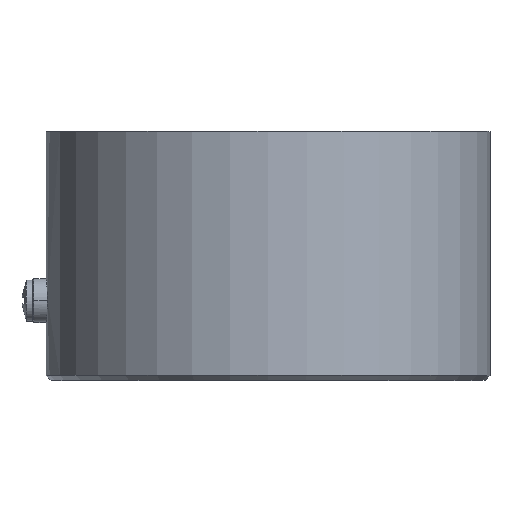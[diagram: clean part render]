
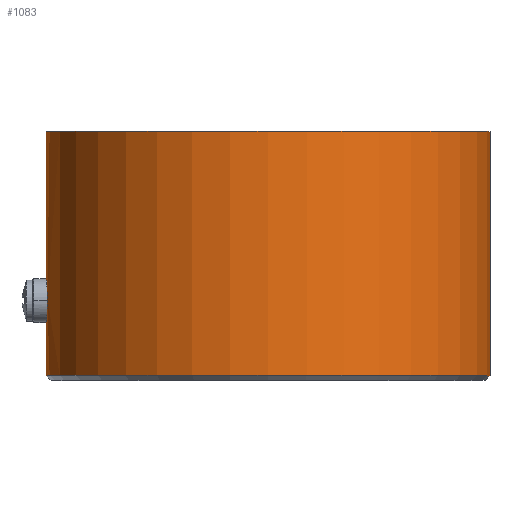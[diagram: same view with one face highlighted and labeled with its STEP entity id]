
A CAD part, top view. The second image highlights one B-rep face of the part: STEP entity #1083.
In plain terms, the highlighted cylindrical face has radius 50 mm (diameter 100 mm), a partial arc.
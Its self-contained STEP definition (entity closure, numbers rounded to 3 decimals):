
#59 = AXIS2_PLACEMENT_3D ( 'NONE', #6391, #5264, #723 ) ;
#349 = VERTEX_POINT ( 'NONE', #4869 ) ;
#437 = ORIENTED_EDGE ( 'NONE', *, *, #729, .T. ) ;
#462 = CARTESIAN_POINT ( 'NONE',  ( -277.204, -291.545, 3.111 ) ) ;
#480 = CARTESIAN_POINT ( 'NONE',  ( -227.3, -313.6, 0. ) ) ;
#496 = CARTESIAN_POINT ( 'NONE',  ( -277.039, -295.931, 5.1 ) ) ;
#554 = VECTOR ( 'NONE', #3948, 1000. ) ;
#723 = DIRECTION ( 'NONE',  ( 1., 0., 0. ) ) ;
#729 = EDGE_CURVE ( 'NONE', #6486, #349, #3539, .T. ) ;
#1057 = CARTESIAN_POINT ( 'NONE',  ( -277.039, -294.927, 5.099 ) ) ;
#1083 = ADVANCED_FACE ( 'NONE', ( #6748 ), #6177, .T. ) ;
#1114 = B_SPLINE_CURVE_WITH_KNOTS ( 'NONE', 3,
 ( #4397, #1545, #7180, #3833, #6122, #1509, #5597, #462, #2737, #5029, #7327, #2176, #4464, #1435, #1057, #496, #2770, #1612, #5632, #7363, #5068, #3329, #6762, #2212, #3905, #6198, #1332, #4706, #2968, #1892, #3645, #5268 ),
 .UNSPECIFIED., .F., .F.,
 ( 4, 2, 2, 2, 2, 2, 2, 2, 2, 2, 2, 2, 2, 2, 2, 4 ),
 ( 0., 0.062, 0.125, 0.187, 0.25, 0.312, 0.375, 0.5, 0.562, 0.625, 0.687, 0.75, 0.812, 0.875, 0.937, 1. ),
 .UNSPECIFIED. ) ;
#1248 = ORIENTED_EDGE ( 'NONE', *, *, #3224, .T. ) ;
#1332 = CARTESIAN_POINT ( 'NONE',  ( -277.25, -300.181, 2.267 ) ) ;
#1435 = CARTESIAN_POINT ( 'NONE',  ( -277.053, -294.263, 4.967 ) ) ;
#1509 = CARTESIAN_POINT ( 'NONE',  ( -277.25, -291.016, 2.26 ) ) ;
#1545 = CARTESIAN_POINT ( 'NONE',  ( -277.3, -290.5, 0.334 ) ) ;
#1612 = CARTESIAN_POINT ( 'NONE',  ( -277.056, -296.92, 4.938 ) ) ;
#1629 = ORIENTED_EDGE ( 'NONE', *, *, #1727, .F. ) ;
#1721 = ORIENTED_EDGE ( 'NONE', *, *, #3361, .T. ) ;
#1727 = EDGE_CURVE ( 'NONE', #5894, #4997, #5604, .T. ) ;
#1883 = VERTEX_POINT ( 'NONE', #3557 ) ;
#1892 = CARTESIAN_POINT ( 'NONE',  ( -277.297, -300.667, 0.67 ) ) ;
#2012 = DIRECTION ( 'NONE',  ( 0., 1., 0. ) ) ;
#2176 = CARTESIAN_POINT ( 'NONE',  ( -277.104, -293.043, 4.425 ) ) ;
#2212 = CARTESIAN_POINT ( 'NONE',  ( -277.187, -299.44, 3.373 ) ) ;
#2224 = ORIENTED_EDGE ( 'NONE', *, *, #5664, .T. ) ;
#2452 = DIRECTION ( 'NONE',  ( 1., 0., 0. ) ) ;
#2694 = CIRCLE ( 'NONE', #6906, 50. ) ;
#2737 = CARTESIAN_POINT ( 'NONE',  ( -277.187, -291.754, 3.366 ) ) ;
#2770 = CARTESIAN_POINT ( 'NONE',  ( -277.043, -296.262, 5.068 ) ) ;
#2917 = EDGE_CURVE ( 'NONE', #349, #4997, #2694, .T. ) ;
#2968 = CARTESIAN_POINT ( 'NONE',  ( -277.283, -300.535, 1.33 ) ) ;
#3025 = DIRECTION ( 'NONE',  ( 0., -1., 0. ) ) ;
#3224 = EDGE_CURVE ( 'NONE', #5894, #4098, #3277, .T. ) ;
#3277 = CIRCLE ( 'NONE', #59, 50. ) ;
#3329 = CARTESIAN_POINT ( 'NONE',  ( -277.135, -298.708, 4.057 ) ) ;
#3361 = EDGE_CURVE ( 'NONE', #4098, #1883, #4577, .T. ) ;
#3465 = CARTESIAN_POINT ( 'NONE',  ( -277.3, -313.6, 0. ) ) ;
#3539 = LINE ( 'NONE', #3465, #4076 ) ;
#3557 = CARTESIAN_POINT ( 'NONE',  ( -277.3, -290.5, 0. ) ) ;
#3645 = CARTESIAN_POINT ( 'NONE',  ( -277.3, -300.7, 0.337 ) ) ;
#3833 = CARTESIAN_POINT ( 'NONE',  ( -277.284, -290.663, 1.322 ) ) ;
#3905 = CARTESIAN_POINT ( 'NONE',  ( -277.204, -299.65, 3.117 ) ) ;
#3906 = CARTESIAN_POINT ( 'NONE',  ( -177.3, -257.5, 0. ) ) ;
#3948 = DIRECTION ( 'NONE',  ( 0., -1., 0. ) ) ;
#3952 = AXIS2_PLACEMENT_3D ( 'NONE', #480, #5050, #7348 ) ;
#4076 = VECTOR ( 'NONE', #5763, 1000. ) ;
#4098 = VERTEX_POINT ( 'NONE', #6883 ) ;
#4397 = CARTESIAN_POINT ( 'NONE',  ( -277.3, -290.5, 0. ) ) ;
#4464 = CARTESIAN_POINT ( 'NONE',  ( -277.09, -293.333, 4.581 ) ) ;
#4505 = CARTESIAN_POINT ( 'NONE',  ( -277.3, -313.6, 0. ) ) ;
#4577 = LINE ( 'NONE', #4505, #554 ) ;
#4706 = CARTESIAN_POINT ( 'NONE',  ( -277.274, -300.438, 1.648 ) ) ;
#4736 = ORIENTED_EDGE ( 'NONE', *, *, #2917, .T. ) ;
#4869 = CARTESIAN_POINT ( 'NONE',  ( -277.3, -312.5, 0. ) ) ;
#4997 = VERTEX_POINT ( 'NONE', #5793 ) ;
#5029 = CARTESIAN_POINT ( 'NONE',  ( -277.153, -292.228, 3.841 ) ) ;
#5050 = DIRECTION ( 'NONE',  ( 0., -1., 0. ) ) ;
#5054 = CARTESIAN_POINT ( 'NONE',  ( -277.3, -300.7, 0. ) ) ;
#5068 = CARTESIAN_POINT ( 'NONE',  ( -277.104, -298.15, 4.43 ) ) ;
#5264 = DIRECTION ( 'NONE',  ( 0., -1., 0. ) ) ;
#5268 = CARTESIAN_POINT ( 'NONE',  ( -277.3, -300.7, 0. ) ) ;
#5597 = CARTESIAN_POINT ( 'NONE',  ( -277.235, -291.174, 2.555 ) ) ;
#5604 = LINE ( 'NONE', #5886, #5803 ) ;
#5632 = CARTESIAN_POINT ( 'NONE',  ( -277.065, -297.242, 4.84 ) ) ;
#5664 = EDGE_CURVE ( 'NONE', #1883, #6486, #1114, .T. ) ;
#5763 = DIRECTION ( 'NONE',  ( 0., -1., 0. ) ) ;
#5793 = CARTESIAN_POINT ( 'NONE',  ( -177.3, -312.5, 0. ) ) ;
#5803 = VECTOR ( 'NONE', #3025, 1000. ) ;
#5886 = CARTESIAN_POINT ( 'NONE',  ( -177.3, -313.6, 0. ) ) ;
#5894 = VERTEX_POINT ( 'NONE', #3906 ) ;
#6122 = CARTESIAN_POINT ( 'NONE',  ( -277.274, -290.76, 1.641 ) ) ;
#6177 = CYLINDRICAL_SURFACE ( 'NONE', #3952, 50. ) ;
#6198 = CARTESIAN_POINT ( 'NONE',  ( -277.235, -300.023, 2.561 ) ) ;
#6391 = CARTESIAN_POINT ( 'NONE',  ( -227.3, -257.5, 0. ) ) ;
#6486 = VERTEX_POINT ( 'NONE', #5054 ) ;
#6648 = EDGE_LOOP ( 'NONE', ( #1248, #1721, #2224, #437, #4736, #1629 ) ) ;
#6748 = FACE_OUTER_BOUND ( 'NONE', #6648, .T. ) ;
#6762 = CARTESIAN_POINT ( 'NONE',  ( -277.153, -298.968, 3.845 ) ) ;
#6883 = CARTESIAN_POINT ( 'NONE',  ( -277.3, -257.5, 0. ) ) ;
#6906 = AXIS2_PLACEMENT_3D ( 'NONE', #7161, #2012, #2452 ) ;
#7161 = CARTESIAN_POINT ( 'NONE',  ( -227.3, -312.5, 0. ) ) ;
#7180 = CARTESIAN_POINT ( 'NONE',  ( -277.297, -290.532, 0.664 ) ) ;
#7327 = CARTESIAN_POINT ( 'NONE',  ( -277.136, -292.488, 4.054 ) ) ;
#7348 = DIRECTION ( 'NONE',  ( 1., 0., 0. ) ) ;
#7363 = CARTESIAN_POINT ( 'NONE',  ( -277.089, -297.858, 4.585 ) ) ;
